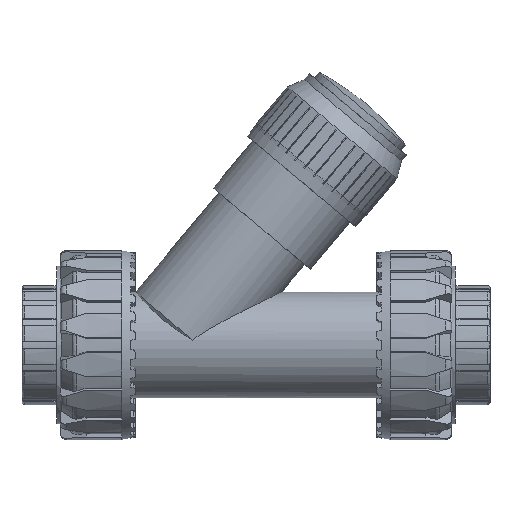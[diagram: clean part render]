
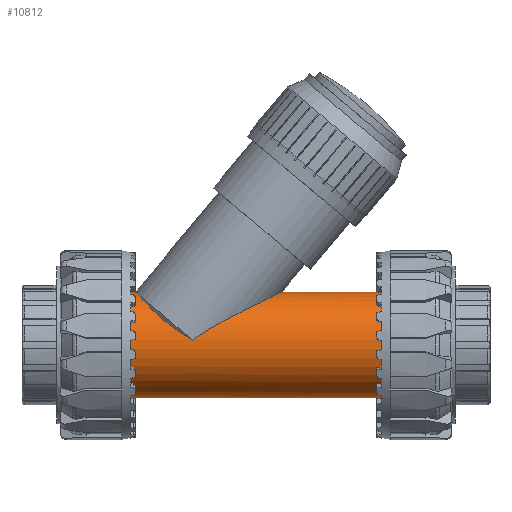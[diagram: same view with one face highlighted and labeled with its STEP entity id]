
A CAD part, front view. The second image highlights one B-rep face of the part: STEP entity #10812.
In plain terms, the highlighted cylindrical face has radius 27.5 mm (diameter 55 mm), a full revolution.
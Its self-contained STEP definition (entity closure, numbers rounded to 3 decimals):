
#167=FACE_BOUND($,#1565,.T.);
#168=FACE_BOUND($,#1566,.T.);
#169=FACE_BOUND($,#1567,.T.);
#199=B_SPLINE_CURVE_WITH_KNOTS($,3,(#16538,#16539,#16540,#16541,#16542,
#16543,#16544,#16545,#16546,#16547,#16548,#16549,#16550,#16551,#16552,#16553,
#16554,#16555,#16556,#16557),.UNSPECIFIED.,.F.,.F.,(4,2,2,2,2,2,2,2,2,4),
(8.857,8.944,9.387,10.273,11.474,
12.675,13.352,14.029,14.437,14.845),
 .UNSPECIFIED.);
#200=B_SPLINE_CURVE_WITH_KNOTS($,3,(#16562,#16563,#16564,#16565,#16566,
#16567,#16568,#16569,#16570,#16571,#16572,#16573,#16574,#16575,#16576,#16577,
#16578,#16579,#16580,#16581),.UNSPECIFIED.,.F.,.F.,(4,2,2,2,2,2,2,2,2,4),
(-6.344,-5.936,-5.529,-4.851,
-4.174,-2.973,-1.773,-0.886,
-0.443,-0.356),.UNSPECIFIED.);
#201=B_SPLINE_CURVE_WITH_KNOTS($,3,(#16583,#16584,#16585,#16586,#16587,
#16588,#16589,#16590,#16591,#16592,#16593,#16594,#16595,#16596,#16597,#16598,
#16599,#16600),.UNSPECIFIED.,.F.,.F.,(4,2,2,2,2,2,2,2,4),(-5.08,
-4.713,-3.798,-2.884,-1.969,
-1.477,-0.985,-0.492,0.),
 .UNSPECIFIED.);
#202=B_SPLINE_CURVE_WITH_KNOTS($,3,(#16601,#16602,#16603,#16604,#16605,
#16606,#16607,#16608,#16609,#16610,#16611,#16612,#16613,#16614,#16615,#16616,
#16617,#16618),.UNSPECIFIED.,.F.,.F.,(4,2,2,2,2,2,2,2,4),(-31.2,
-30.708,-30.215,-29.723,-29.231,
-28.316,-27.402,-26.487,-26.12),
 .UNSPECIFIED.);
#272=CIRCLE($,#11436,27.5);
#275=CIRCLE($,#11442,27.5);
#834=CYLINDRICAL_SURFACE($,#11449,27.5);
#1565=EDGE_LOOP($,(#6961,#6962,#6963,#6964));
#1566=EDGE_LOOP($,(#6965));
#1567=EDGE_LOOP($,(#6966));
#4076=VERTEX_POINT($,#16520);
#4079=VERTEX_POINT($,#16529);
#4081=VERTEX_POINT($,#16536);
#4082=VERTEX_POINT($,#16537);
#4083=VERTEX_POINT($,#16558);
#4084=VERTEX_POINT($,#16560);
#5220=EDGE_CURVE($,#4076,#4076,#272,.T.);
#5223=EDGE_CURVE($,#4079,#4079,#275,.T.);
#5225=EDGE_CURVE($,#4081,#4082,#199,.T.);
#5228=EDGE_CURVE($,#4082,#4084,#200,.T.);
#5229=EDGE_CURVE($,#4084,#4083,#201,.T.);
#5230=EDGE_CURVE($,#4083,#4081,#202,.T.);
#6961=ORIENTED_EDGE($,*,*,#5228,.T.);
#6962=ORIENTED_EDGE($,*,*,#5229,.T.);
#6963=ORIENTED_EDGE($,*,*,#5230,.T.);
#6964=ORIENTED_EDGE($,*,*,#5225,.T.);
#6965=ORIENTED_EDGE($,*,*,#5220,.T.);
#6966=ORIENTED_EDGE($,*,*,#5223,.F.);
#10812=ADVANCED_FACE($,(#167,#168,#169),#834,.T.);
#11436=AXIS2_PLACEMENT_3D($,#16521,#12842,#12843);
#11442=AXIS2_PLACEMENT_3D($,#16530,#12854,#12855);
#11449=AXIS2_PLACEMENT_3D($,#16582,#12868,#12869);
#12842=DIRECTION('center_axis',(-1.,0.,0.));
#12843=DIRECTION('ref_axis',(0.,0.,1.));
#12854=DIRECTION('center_axis',(-1.,0.,0.));
#12855=DIRECTION('ref_axis',(0.,0.,1.));
#12868=DIRECTION('center_axis',(-1.,0.,0.));
#12869=DIRECTION('ref_axis',(0.,0.,1.));
#16520=CARTESIAN_POINT('',(159.601,-27.41,1.877));
#16521=CARTESIAN_POINT('Origin',(159.601,0.,4.101));
#16529=CARTESIAN_POINT('',(29.601,0.,-23.399));
#16530=CARTESIAN_POINT('Origin',(29.601,0.,4.101));
#16536=CARTESIAN_POINT('',(61.712,27.382,6.645));
#16537=CARTESIAN_POINT('',(107.862,0.,31.601));
#16538=CARTESIAN_POINT('Ctrl Pts',(61.712,27.382,6.645));
#16539=CARTESIAN_POINT('Ctrl Pts',(61.942,27.364,6.841));
#16540=CARTESIAN_POINT('Ctrl Pts',(62.176,27.344,7.033));
#16541=CARTESIAN_POINT('Ctrl Pts',(63.623,27.212,8.191));
#16542=CARTESIAN_POINT('Ctrl Pts',(64.921,27.057,9.099));
#16543=CARTESIAN_POINT('Ctrl Pts',(68.911,26.487,11.708));
#16544=CARTESIAN_POINT('Ctrl Pts',(71.69,25.963,13.293));
#16545=CARTESIAN_POINT('Ctrl Pts',(77.664,24.589,16.585));
#16546=CARTESIAN_POINT('Ctrl Pts',(81.449,23.514,18.551));
#16547=CARTESIAN_POINT('Ctrl Pts',(88.853,20.74,22.31));
#16548=CARTESIAN_POINT('Ctrl Pts',(92.471,19.037,24.101));
#16549=CARTESIAN_POINT('Ctrl Pts',(97.381,15.996,26.514));
#16550=CARTESIAN_POINT('Ctrl Pts',(99.26,14.662,27.432));
#16551=CARTESIAN_POINT('Ctrl Pts',(102.692,11.588,29.102));
#16552=CARTESIAN_POINT('Ctrl Pts',(104.242,9.842,29.852));
#16553=CARTESIAN_POINT('Ctrl Pts',(106.105,6.876,30.753));
#16554=CARTESIAN_POINT('Ctrl Pts',(106.755,5.572,31.067));
#16555=CARTESIAN_POINT('Ctrl Pts',(107.636,2.815,31.492));
#16556=CARTESIAN_POINT('Ctrl Pts',(107.862,1.359,31.601));
#16557=CARTESIAN_POINT('Ctrl Pts',(107.862,0.,
31.601));
#16558=CARTESIAN_POINT('',(31.971,0.,31.601));
#16560=CARTESIAN_POINT('',(61.712,-27.382,6.645));
#16562=CARTESIAN_POINT('Ctrl Pts',(107.862,0.,
31.601));
#16563=CARTESIAN_POINT('Ctrl Pts',(107.862,-1.359,31.601));
#16564=CARTESIAN_POINT('Ctrl Pts',(107.636,-2.815,31.492));
#16565=CARTESIAN_POINT('Ctrl Pts',(106.755,-5.572,31.067));
#16566=CARTESIAN_POINT('Ctrl Pts',(106.105,-6.876,30.753));
#16567=CARTESIAN_POINT('Ctrl Pts',(104.242,-9.842,29.852));
#16568=CARTESIAN_POINT('Ctrl Pts',(102.692,-11.588,29.102));
#16569=CARTESIAN_POINT('Ctrl Pts',(99.26,-14.662,27.432));
#16570=CARTESIAN_POINT('Ctrl Pts',(97.381,-15.996,26.514));
#16571=CARTESIAN_POINT('Ctrl Pts',(92.471,-19.037,24.101));
#16572=CARTESIAN_POINT('Ctrl Pts',(88.853,-20.74,22.31));
#16573=CARTESIAN_POINT('Ctrl Pts',(81.449,-23.514,18.551));
#16574=CARTESIAN_POINT('Ctrl Pts',(77.664,-24.589,16.585));
#16575=CARTESIAN_POINT('Ctrl Pts',(71.69,-25.963,13.293));
#16576=CARTESIAN_POINT('Ctrl Pts',(68.911,-26.487,11.708));
#16577=CARTESIAN_POINT('Ctrl Pts',(64.921,-27.057,9.099));
#16578=CARTESIAN_POINT('Ctrl Pts',(63.623,-27.212,8.191));
#16579=CARTESIAN_POINT('Ctrl Pts',(62.176,-27.344,7.033));
#16580=CARTESIAN_POINT('Ctrl Pts',(61.942,-27.364,6.841));
#16581=CARTESIAN_POINT('Ctrl Pts',(61.712,-27.382,6.645));
#16582=CARTESIAN_POINT('Origin',(94.601,0.,4.101));
#16583=CARTESIAN_POINT('Ctrl Pts',(61.712,-27.382,6.645));
#16584=CARTESIAN_POINT('Ctrl Pts',(60.594,-27.325,7.255));
#16585=CARTESIAN_POINT('Ctrl Pts',(59.479,-27.246,7.891));
#16586=CARTESIAN_POINT('Ctrl Pts',(55.623,-26.866,10.204));
#16587=CARTESIAN_POINT('Ctrl Pts',(52.947,-26.414,12.018));
#16588=CARTESIAN_POINT('Ctrl Pts',(47.952,-24.967,15.807));
#16589=CARTESIAN_POINT('Ctrl Pts',(45.628,-23.97,17.78));
#16590=CARTESIAN_POINT('Ctrl Pts',(41.431,-21.331,21.612));
#16591=CARTESIAN_POINT('Ctrl Pts',(39.555,-19.692,23.47));
#16592=CARTESIAN_POINT('Ctrl Pts',(37.068,-16.651,26.031));
#16593=CARTESIAN_POINT('Ctrl Pts',(36.237,-15.442,26.909));
#16594=CARTESIAN_POINT('Ctrl Pts',(34.755,-12.777,28.502));
#16595=CARTESIAN_POINT('Ctrl Pts',(34.104,-11.32,29.217));
#16596=CARTESIAN_POINT('Ctrl Pts',(33.047,-8.245,30.388));
#16597=CARTESIAN_POINT('Ctrl Pts',(32.641,-6.622,30.845));
#16598=CARTESIAN_POINT('Ctrl Pts',(32.102,-3.32,31.452));
#16599=CARTESIAN_POINT('Ctrl Pts',(31.971,-1.641,31.601));
#16600=CARTESIAN_POINT('Ctrl Pts',(31.971,0.,
31.601));
#16601=CARTESIAN_POINT('Ctrl Pts',(31.971,0.,
31.601));
#16602=CARTESIAN_POINT('Ctrl Pts',(31.971,1.641,31.601));
#16603=CARTESIAN_POINT('Ctrl Pts',(32.102,3.32,31.452));
#16604=CARTESIAN_POINT('Ctrl Pts',(32.641,6.622,30.845));
#16605=CARTESIAN_POINT('Ctrl Pts',(33.047,8.245,30.388));
#16606=CARTESIAN_POINT('Ctrl Pts',(34.104,11.32,29.217));
#16607=CARTESIAN_POINT('Ctrl Pts',(34.755,12.777,28.502));
#16608=CARTESIAN_POINT('Ctrl Pts',(36.237,15.442,26.909));
#16609=CARTESIAN_POINT('Ctrl Pts',(37.068,16.651,26.031));
#16610=CARTESIAN_POINT('Ctrl Pts',(39.555,19.692,23.47));
#16611=CARTESIAN_POINT('Ctrl Pts',(41.431,21.331,21.612));
#16612=CARTESIAN_POINT('Ctrl Pts',(45.628,23.97,17.78));
#16613=CARTESIAN_POINT('Ctrl Pts',(47.952,24.967,15.807));
#16614=CARTESIAN_POINT('Ctrl Pts',(52.947,26.414,12.018));
#16615=CARTESIAN_POINT('Ctrl Pts',(55.623,26.866,10.204));
#16616=CARTESIAN_POINT('Ctrl Pts',(59.479,27.246,7.891));
#16617=CARTESIAN_POINT('Ctrl Pts',(60.594,27.325,7.255));
#16618=CARTESIAN_POINT('Ctrl Pts',(61.712,27.382,6.645));
